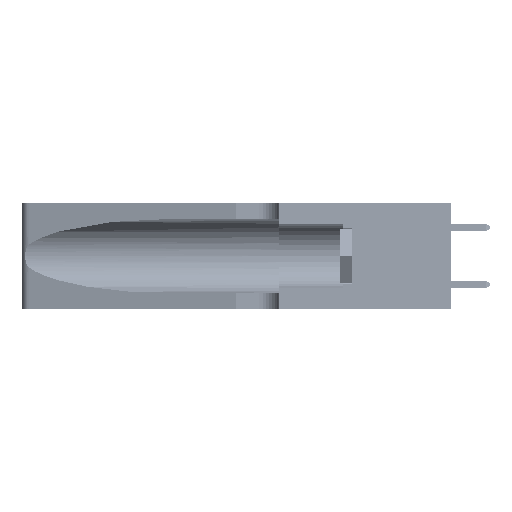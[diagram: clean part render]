
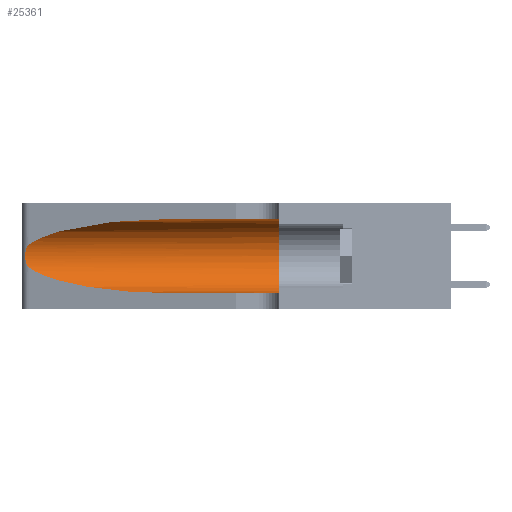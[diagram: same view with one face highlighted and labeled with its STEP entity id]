
A CAD part, left-side view. The second image highlights one B-rep face of the part: STEP entity #25361.
In plain terms, the highlighted cylindrical face has radius 3.308 mm (diameter 6.617 mm), a partial arc.
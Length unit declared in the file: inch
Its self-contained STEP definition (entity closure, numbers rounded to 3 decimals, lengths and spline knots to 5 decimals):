
#593 = CARTESIAN_POINT ( 'NONE',  ( 0.25555, 1.22994, 0.2215 ) ) ;
#759 = CARTESIAN_POINT ( 'NONE',  ( 0.25789, 1.23486, 0.15765 ) ) ;
#2637 = DIRECTION ( 'NONE',  ( 0., -1., 0. ) ) ;
#3657 = CARTESIAN_POINT ( 'NONE',  ( 0.1305, 0.72297, 0.05475 ) ) ;
#3712 = CARTESIAN_POINT ( 'NONE',  ( 0.25487, 1.22718, 0.14631 ) ) ;
#3865 = ORIENTED_EDGE ( 'NONE', *, *, #12147, .T. ) ;
#4817 = CARTESIAN_POINT ( 'NONE',  ( 0.25555, 1.22993, 0.14849 ) ) ;
#5197 = LINE ( 'NONE', #14577, #36385 ) ;
#5827 = VERTEX_POINT ( 'NONE', #3712 ) ;
#6884 = VERTEX_POINT ( 'NONE', #23509 ) ;
#7361 = EDGE_CURVE ( 'NONE', #20553, #24578, #5197, .T. ) ;
#9984 = DIRECTION ( 'NONE',  ( 0., 0., -1. ) ) ;
#11010 = VECTOR ( 'NONE', #33166, 39.37008 ) ;
#11464 = CARTESIAN_POINT ( 'NONE',  ( 0.2373, 1.15595, 0.08982 ) ) ;
#12147 = EDGE_CURVE ( 'NONE', #26900, #5827, #37961, .T. ) ;
#12202 = CIRCLE ( 'NONE', #29950, 0.13025 ) ;
#12601 = CARTESIAN_POINT ( 'NONE',  ( 0.25787, 1.23484, 0.2124 ) ) ;
#13890 = CARTESIAN_POINT ( 'NONE',  ( 0.1305, 0.72297, 0.31525 ) ) ;
#14577 = CARTESIAN_POINT ( 'NONE',  ( 0.1305, 1.61858, 0.31525 ) ) ;
#15389 = EDGE_CURVE ( 'NONE', #5827, #43108, #28905, .T. ) ;
#15451 = CARTESIAN_POINT ( 'NONE',  ( 0.1305, 0.35, 0.31525 ) ) ;
#15490 = DIRECTION ( 'NONE',  ( 0., 1., 0. ) ) ;
#16564 = CARTESIAN_POINT ( 'NONE',  ( 0.26018, 1.23835, 0.19895 ) ) ;
#17891 = CARTESIAN_POINT ( 'NONE',  ( 0.1305, 1.61858, 0.185 ) ) ;
#19369 = CARTESIAN_POINT ( 'NONE',  ( 0.25487, 1.22718, 0.14631 ) ) ;
#19663 = CARTESIAN_POINT ( 'NONE',  ( 0.2373, 1.15595, 0.28018 ) ) ;
#20506 = CARTESIAN_POINT ( 'NONE',  ( 0.26075, 1.23896, 0.178 ) ) ;
#20517 = FACE_OUTER_BOUND ( 'NONE', #41409, .T. ) ;
#20533 = EDGE_CURVE ( 'NONE', #43108, #6884, #31761, .T. ) ;
#20553 = VERTEX_POINT ( 'NONE', #13890 ) ;
#20848 = ORIENTED_EDGE ( 'NONE', *, *, #7361, .F. ) ;
#21442 = CARTESIAN_POINT ( 'NONE',  ( 0.1305, 1.61858, 0.05475 ) ) ;
#21488 = ORIENTED_EDGE ( 'NONE', *, *, #40834, .T. ) ;
#21814 = DIRECTION ( 'NONE',  ( 0., -1., 0. ) ) ;
#23509 = CARTESIAN_POINT ( 'NONE',  ( 0.1305, 0.35, 0.05475 ) ) ;
#24408 = CARTESIAN_POINT ( 'NONE',  ( 0.25856, 1.23593, 0.16098 ) ) ;
#24578 = VERTEX_POINT ( 'NONE', #15451 ) ;
#25361 = ADVANCED_FACE ( 'NONE', ( #20517 ), #39978, .F. ) ;
#26900 = VERTEX_POINT ( 'NONE', #49906 ) ;
#27171 = CARTESIAN_POINT ( 'NONE',  ( 0.18966, 0.96281, 0.05475 ) ) ;
#28312 = CARTESIAN_POINT ( 'NONE',  ( 0.25639, 1.23186, 0.15144 ) ) ;
#28905 =( BOUNDED_CURVE ( )  B_SPLINE_CURVE ( 3, ( #19369, #11464, #27171, #3657 ),
 .UNSPECIFIED., .F., .F. ) 
 B_SPLINE_CURVE_WITH_KNOTS ( ( 4, 4 ),
 ( 3.44316, 4.71239 ),
 .UNSPECIFIED. ) 
 CURVE ( )  GEOMETRIC_REPRESENTATION_ITEM ( )  RATIONAL_B_SPLINE_CURVE ( ( 1., 0.87, 0.87, 1. ) ) 
 REPRESENTATION_ITEM ( '' )  );
#29950 = AXIS2_PLACEMENT_3D ( 'NONE', #38821, #15490, #42781 ) ;
#31032 = CARTESIAN_POINT ( 'NONE',  ( 0.1305, 0.72297, 0.31525 ) ) ;
#31110 = ORIENTED_EDGE ( 'NONE', *, *, #37235, .F. ) ;
#31761 = LINE ( 'NONE', #21442, #11010 ) ;
#32212 = CARTESIAN_POINT ( 'NONE',  ( 0.25487, 1.22718, 0.14631 ) ) ;
#33166 = DIRECTION ( 'NONE',  ( 0., -1., 0. ) ) ;
#33227 = CARTESIAN_POINT ( 'NONE',  ( 0.1305, 0.72297, 0.05475 ) ) ;
#35924 = CARTESIAN_POINT ( 'NONE',  ( 0.25639, 1.23184, 0.21858 ) ) ;
#36385 = VECTOR ( 'NONE', #2637, 39.37008 ) ;
#37235 = EDGE_CURVE ( 'NONE', #24578, #6884, #12202, .T. ) ;
#37961 = B_SPLINE_CURVE_WITH_KNOTS ( 'NONE', 3,
 ( #47570, #593, #35924, #12601, #39888, #16564, #43842, #20506, #47742, #24408, #759, #28312, #4817, #32212 ),
 .UNSPECIFIED., .F., .F.,
 ( 4, 2, 2, 2, 2, 2, 4 ),
 ( 0., 0.00027, 0.00053, 0.00107, 0.0016, 0.00187, 0.00214 ),
 .UNSPECIFIED. ) ;
#38821 = CARTESIAN_POINT ( 'NONE',  ( 0.1305, 0.35, 0.185 ) ) ;
#39888 = CARTESIAN_POINT ( 'NONE',  ( 0.25854, 1.2359, 0.20912 ) ) ;
#39978 = CYLINDRICAL_SURFACE ( 'NONE', #49899, 0.13025 ) ;
#40834 = EDGE_CURVE ( 'NONE', #20553, #26900, #43308, .T. ) ;
#41409 = EDGE_LOOP ( 'NONE', ( #21488, #3865, #45289, #49354, #31110, #20848 ) ) ;
#42781 = DIRECTION ( 'NONE',  ( 0., 0., 1. ) ) ;
#43108 = VERTEX_POINT ( 'NONE', #33227 ) ;
#43308 =( BOUNDED_CURVE ( )  B_SPLINE_CURVE ( 3, ( #31032, #50612, #19663, #46890 ),
 .UNSPECIFIED., .F., .F. ) 
 B_SPLINE_CURVE_WITH_KNOTS ( ( 4, 4 ),
 ( 1.5708, 2.84003 ),
 .UNSPECIFIED. ) 
 CURVE ( )  GEOMETRIC_REPRESENTATION_ITEM ( )  RATIONAL_B_SPLINE_CURVE ( ( 1., 0.87, 0.87, 1. ) ) 
 REPRESENTATION_ITEM ( '' )  );
#43842 = CARTESIAN_POINT ( 'NONE',  ( 0.26075, 1.23896, 0.19203 ) ) ;
#45289 = ORIENTED_EDGE ( 'NONE', *, *, #15389, .T. ) ;
#46890 = CARTESIAN_POINT ( 'NONE',  ( 0.25487, 1.22718, 0.22369 ) ) ;
#47570 = CARTESIAN_POINT ( 'NONE',  ( 0.25487, 1.22718, 0.22369 ) ) ;
#47742 = CARTESIAN_POINT ( 'NONE',  ( 0.26017, 1.23833, 0.17102 ) ) ;
#49354 = ORIENTED_EDGE ( 'NONE', *, *, #20533, .T. ) ;
#49899 = AXIS2_PLACEMENT_3D ( 'NONE', #17891, #21814, #9984 ) ;
#49906 = CARTESIAN_POINT ( 'NONE',  ( 0.25487, 1.22718, 0.22369 ) ) ;
#50612 = CARTESIAN_POINT ( 'NONE',  ( 0.18966, 0.96281, 0.31525 ) ) ;
